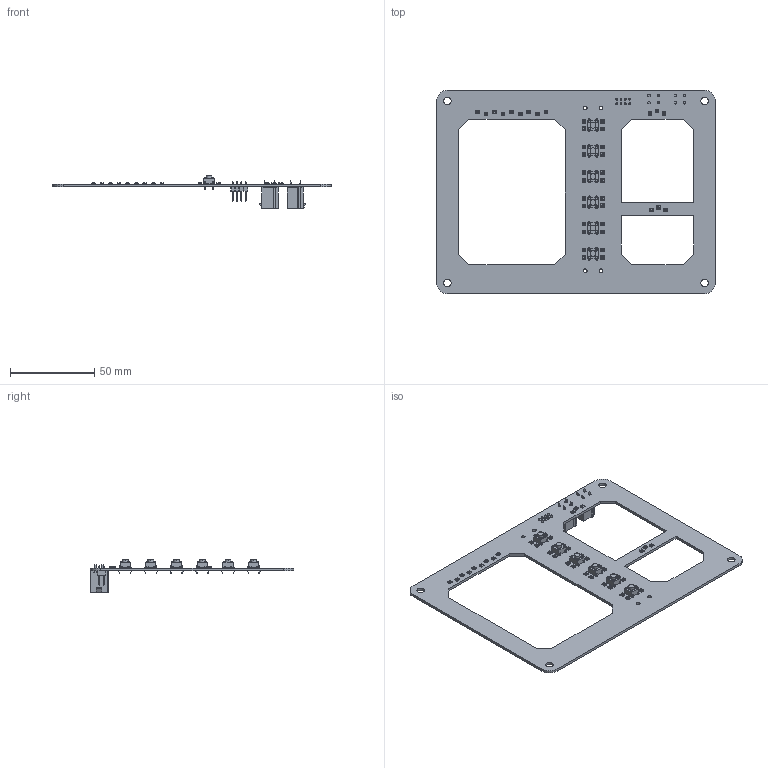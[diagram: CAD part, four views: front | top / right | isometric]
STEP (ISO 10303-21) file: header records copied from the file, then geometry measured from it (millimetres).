
FILE_DESCRIPTION(('KiCad electronic assembly'),'2;1');
FILE_NAME('ifei.step','2021-09-19T21:20:30',('An Author'),('A Company'), 'Open CASCADE STEP processor 6.9','KiCad to STEP converter','Unknown' );
FILE_SCHEMA(('AUTOMOTIVE_DESIGN { 1 0 10303 214 1 1 1 1 }'));
Length unit declared in the file: millimetre
Products named in the file (10): Open CASCADE STEP translator 6.9 1; WS2812-2020; COMPOUND; B3F-102x; PinHeader_2x04_P2.54mm_Vertical; SOLID; 39281043
Assembly tree (53 placements, depth 3):
  Open CASCADE STEP translator 6.9 1
    WS2812-2020  x39
      COMPOUND
    B3F-102x  x6
      COMPOUND
    PinHeader_2x04_P2.54mm_Vertical
      SOLID
    39281043  x2
      SOLID
    COMPOUND
Bounding box: 165.1 x 120.65 x 19.5 mm (x, y, z)
Volume: 20160.9 mm3; surface area: 29762.9 mm2
Topology: 94 solids, 94 shells, 3379 faces, 8755 edges, 5814 vertices
Faces by surface type: plane 2785, cylinder 321, bspline 273
Full cylindrical faces by diameter (mm): 1 x32, 1.4 x8, 2.2 x4, 4.5 x4
Entity records: 35205 total; most frequent: CARTESIAN_POINT 6382, DIRECTION 5094, LINE 3574, VECTOR 3574, ORIENTED_EDGE 2604, PCURVE 2604, DEFINITIONAL_REPRESENTATION 2604, EDGE_CURVE 1302
